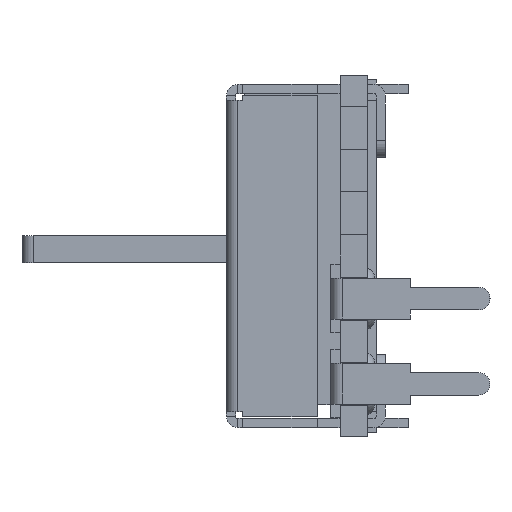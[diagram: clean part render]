
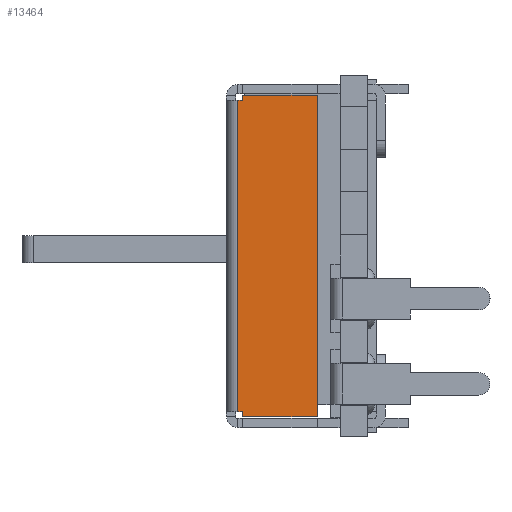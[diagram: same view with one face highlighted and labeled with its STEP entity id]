
A CAD part, left-side view. The second image highlights one B-rep face of the part: STEP entity #13464.
In plain terms, the highlighted planar face has unit normal (-1, 0, 0).
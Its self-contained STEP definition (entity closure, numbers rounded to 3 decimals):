
#4741=DIRECTION('',(0.,0.,-1.));
#4742=VECTOR('',#4741,14.159);
#4743=CARTESIAN_POINT('',(-44.25,1.,7.079));
#4744=LINE('',#4743,#4742);
#4757=DIRECTION('',(0.,-1.,0.));
#4758=VECTOR('',#4757,3.3);
#4759=CARTESIAN_POINT('',(-44.25,4.3,-7.079));
#4760=LINE('',#4759,#4758);
#4761=DIRECTION('',(0.,0.,-1.));
#4762=VECTOR('',#4761,0.229);
#4763=CARTESIAN_POINT('',(-44.25,4.3,-6.85));
#4764=LINE('',#4763,#4762);
#4765=DIRECTION('',(0.,0.,-1.));
#4766=VECTOR('',#4765,13.7);
#4767=CARTESIAN_POINT('',(-44.25,4.5,6.85));
#4768=LINE('',#4767,#4766);
#4769=DIRECTION('',(0.,1.,0.));
#4770=VECTOR('',#4769,0.2);
#4771=CARTESIAN_POINT('',(-44.25,4.3,6.85));
#4772=LINE('',#4771,#4770);
#4773=DIRECTION('',(0.,0.,-1.));
#4774=VECTOR('',#4773,0.229);
#4775=CARTESIAN_POINT('',(-44.25,4.3,7.079));
#4776=LINE('',#4775,#4774);
#4777=DIRECTION('',(0.,1.,0.));
#4778=VECTOR('',#4777,3.3);
#4779=CARTESIAN_POINT('',(-44.25,1.,7.079));
#4780=LINE('',#4779,#4778);
#4789=DIRECTION('',(0.,1.,0.));
#4790=VECTOR('',#4789,0.2);
#4791=CARTESIAN_POINT('',(-44.25,4.3,-6.85));
#4792=LINE('',#4791,#4790);
#5597=CARTESIAN_POINT('',(-44.25,4.5,-6.85));
#5599=VERTEX_POINT('',#5597);
#5647=CARTESIAN_POINT('',(-44.25,4.3,-6.85));
#5648=CARTESIAN_POINT('',(-44.25,4.3,-7.079));
#5649=VERTEX_POINT('',#5647);
#5650=VERTEX_POINT('',#5648);
#5827=CARTESIAN_POINT('',(-44.25,4.5,6.85));
#5829=VERTEX_POINT('',#5827);
#5909=CARTESIAN_POINT('',(-44.25,1.,7.079));
#5910=CARTESIAN_POINT('',(-44.25,4.3,7.079));
#5911=VERTEX_POINT('',#5909);
#5912=VERTEX_POINT('',#5910);
#5949=CARTESIAN_POINT('',(-44.25,1.,-7.079));
#5950=VERTEX_POINT('',#5949);
#6017=CARTESIAN_POINT('',(-44.25,4.3,6.85));
#6018=VERTEX_POINT('',#6017);
#13443=CARTESIAN_POINT('',(-44.25,5.,-7.55));
#13444=DIRECTION('',(1.,0.,0.));
#13445=DIRECTION('',(0.,0.707,-0.707));
#13446=AXIS2_PLACEMENT_3D('',#13443,#13444,#13445);
#13447=PLANE('',#13446);
#13449=ORIENTED_EDGE('',*,*,#13448,.F.);
#13451=ORIENTED_EDGE('',*,*,#13450,.F.);
#13453=ORIENTED_EDGE('',*,*,#13452,.T.);
#13455=ORIENTED_EDGE('',*,*,#13454,.F.);
#13456=ORIENTED_EDGE('',*,*,#13401,.F.);
#13458=ORIENTED_EDGE('',*,*,#13457,.F.);
#13460=ORIENTED_EDGE('',*,*,#13459,.F.);
#13461=ORIENTED_EDGE('',*,*,#13433,.T.);
#13462=EDGE_LOOP('',(#13449,#13451,#13453,#13455,#13456,#13458,#13460,#13461));
#13463=FACE_OUTER_BOUND('',#13462,.F.);
#13464=ADVANCED_FACE('',(#13463),#13447,.F.);
#13401=EDGE_CURVE('',#6018,#5829,#4772,.T.);
#13433=EDGE_CURVE('',#5911,#5950,#4744,.T.);
#13448=EDGE_CURVE('',#5650,#5950,#4760,.T.);
#13450=EDGE_CURVE('',#5649,#5650,#4764,.T.);
#13452=EDGE_CURVE('',#5649,#5599,#4792,.T.);
#13454=EDGE_CURVE('',#5829,#5599,#4768,.T.);
#13457=EDGE_CURVE('',#5912,#6018,#4776,.T.);
#13459=EDGE_CURVE('',#5911,#5912,#4780,.T.);
